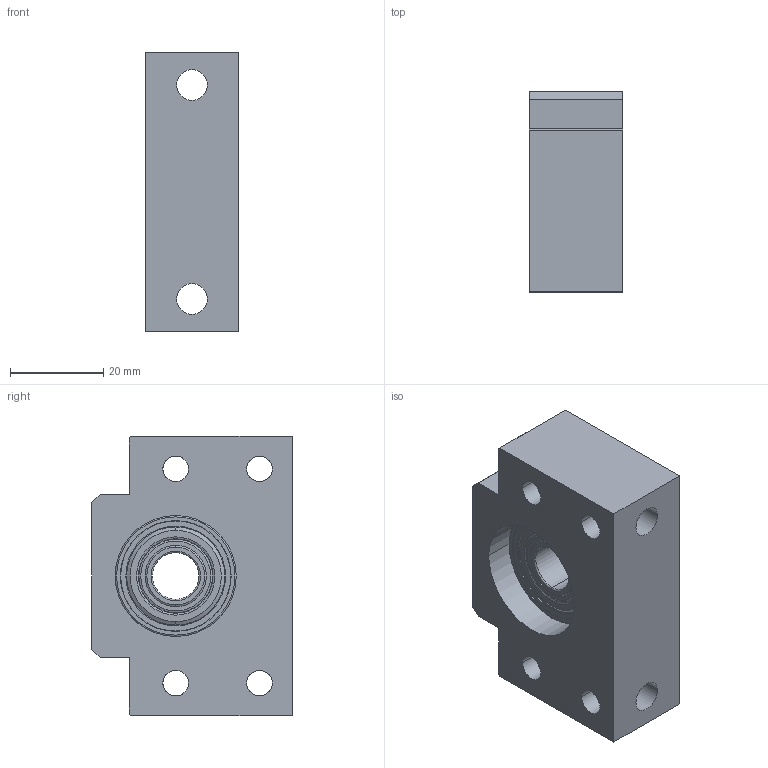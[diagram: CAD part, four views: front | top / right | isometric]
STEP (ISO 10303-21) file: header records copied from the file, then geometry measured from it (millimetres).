
FILE_DESCRIPTION (( 'STEP AP214' ), '1' );
FILE_NAME ('BF12.STEP', '2022-01-18T12:49:40', ( '' ), ( '' ), 'SwSTEP 2.0', 'SolidWorks 2017', '' );
FILE_SCHEMA (( 'AUTOMOTIVE_DESIGN' ));
Length unit declared in the file: millimetre
Products named in the file (7): snr_6000zz_1_02; snr_6000zz_1_01; BF12; bf_12; snr_6000zz_1_03; snr_6000zz_1_05; snr_6000zz_1_04
Assembly tree (6 placements, depth 2):
  BF12
    snr_6000zz_1_01
    snr_6000zz_1_02
    snr_6000zz_1_03
    snr_6000zz_1_04
    snr_6000zz_1_05
    bf_12
Bounding box: 20 x 43 x 60 mm (x, y, z)
Volume: 35250.3 mm3; surface area: 16138.5 mm2
Topology: 6 solids, 6 shells, 162 faces, 382 edges, 242 vertices
Faces by surface type: cylinder 50, plane 42, cone 32, torus 30, sphere 8
Entity records: 5876 total; most frequent: CARTESIAN_POINT 1795, DIRECTION 876, ORIENTED_EDGE 724, AXIS2_PLACEMENT_3D 375, EDGE_CURVE 362, VERTEX_POINT 230, EDGE_LOOP 212, CIRCLE 204
